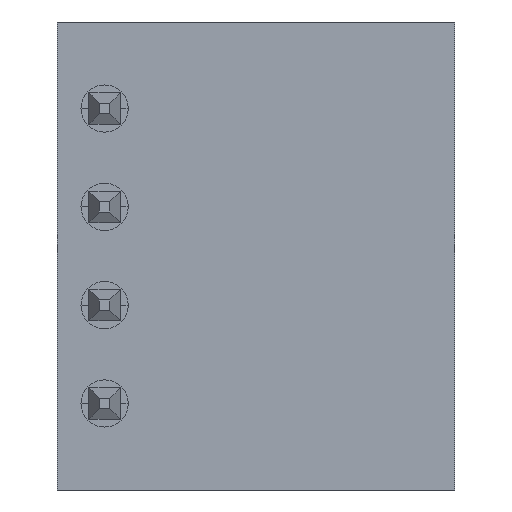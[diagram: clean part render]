
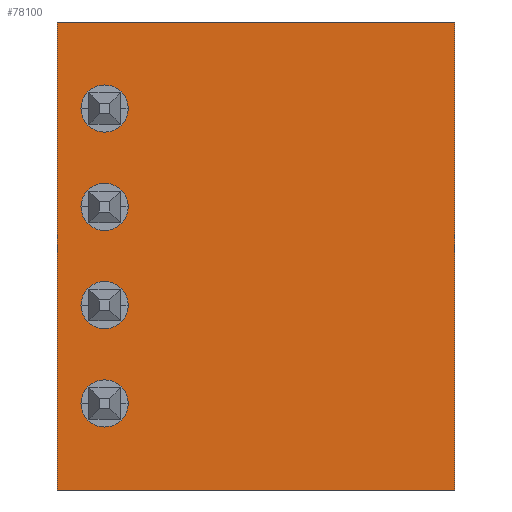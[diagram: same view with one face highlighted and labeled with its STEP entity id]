
A CAD part, front view. The second image highlights one B-rep face of the part: STEP entity #78100.
In plain terms, the highlighted planar face has unit normal (0, -1, 0).
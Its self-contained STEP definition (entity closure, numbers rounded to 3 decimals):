
#7020=CARTESIAN_POINT('',(-23.592,123.749
   ,-26.35));
#7030=VERTEX_POINT('',#7020);
#7110=CARTESIAN_POINT('',(-24.792,123.749
   ,-26.35));
#7120=VERTEX_POINT('',#7110);
#7150=CARTESIAN_POINT('',(-24.192,123.749
   ,-26.35));
#7160=DIRECTION('',(0.,-1.,
   0.));
#7170=DIRECTION('',(1.,0.,
   0.));
#7180=AXIS2_PLACEMENT_3D('',#7150,#7160,#7170);
#7190=CIRCLE('',#7180,0.6);
#7200=EDGE_CURVE('',#7030,#7120,#7190,.T.);
#7410=CARTESIAN_POINT('',(-15.292,123.749
   ,-24.15));
#7420=VERTEX_POINT('',#7410);
#7590=CARTESIAN_POINT('',(-15.292,123.749
   ,-36.05));
#7600=VERTEX_POINT('',#7590);
#7630=CARTESIAN_POINT('',(-15.292,123.749
   ,0.8));
#7640=DIRECTION('',(0.,0.,
   1.));
#7650=VECTOR('',#7640,1.);
#7660=LINE('',#7630,#7650);
#7670=EDGE_CURVE('',#7600,#7420,#7660,.T.);
#15620=CARTESIAN_POINT('',(-25.392,
   123.749,-36.05));
#15630=VERTEX_POINT('',#15620);
#15780=CARTESIAN_POINT('',(-25.392,
   123.749,-24.15));
#15790=VERTEX_POINT('',#15780);
#15820=CARTESIAN_POINT('',(-25.392,
   123.749,0.8));
#15830=DIRECTION('',(0.,0.,
   1.));
#15840=VECTOR('',#15830,1.);
#15850=LINE('',#15820,#15840);
#15860=EDGE_CURVE('',#15630,#15790,#15850,.T.);
#19980=CARTESIAN_POINT('',(-24.792,
   123.749,-28.85));
#19990=VERTEX_POINT('',#19980);
#20130=CARTESIAN_POINT('',(-23.592,
   123.749,-28.85));
#20140=VERTEX_POINT('',#20130);
#20170=CARTESIAN_POINT('',(-24.192,
   123.749,-28.85));
#20180=DIRECTION('',(0.,-1.,
   0.));
#20190=DIRECTION('',(1.,0.,
   0.));
#20200=AXIS2_PLACEMENT_3D('',#20170,#20180,#20190);
#20210=CIRCLE('',#20200,0.6);
#20220=EDGE_CURVE('',#19990,#20140,#20210,.T.);
#56980=CARTESIAN_POINT('',(-68.005,
   123.749,-36.05));
#56990=DIRECTION('',(-1.,0.,
   0.));
#57000=VECTOR('',#56990,1.);
#57010=LINE('',#56980,#57000);
#57020=EDGE_CURVE('',#7600,#15630,#57010,.T.);
#77540=CARTESIAN_POINT('',(-25.392,
   123.749,-17.9));
#77550=DIRECTION('',(0.,-1.,
   0.));
#77560=DIRECTION('',(0.,0.,
   -1.));
#77570=AXIS2_PLACEMENT_3D('',#77540,#77550,#77560);
#77580=PLANE('',#77570);
#77590=ORIENTED_EDGE('',*,*,#57020,.F.);
#77600=ORIENTED_EDGE('',*,*,#15860,.F.);
#77610=CARTESIAN_POINT('',(-68.005,
   123.749,-24.15));
#77620=DIRECTION('',(1.,0.,
   0.));
#77630=VECTOR('',#77620,1.);
#77640=LINE('',#77610,#77630);
#77650=EDGE_CURVE('',#15790,#7420,#77640,.T.);
#77660=ORIENTED_EDGE('',*,*,#77650,.F.);
#77670=ORIENTED_EDGE('',*,*,#7670,.T.);
#77680=EDGE_LOOP('',(#77670,#77660,#77600,#77590));
#77690=FACE_OUTER_BOUND('',#77680,.T.);
#77700=CARTESIAN_POINT('',(-24.192,
   123.749,-33.85));
#77710=DIRECTION('',(0.,-1.,
   0.));
#77720=DIRECTION('',(1.,0.,
   0.));
#77730=AXIS2_PLACEMENT_3D('',#77700,#77710,#77720);
#77740=CIRCLE('',#77730,0.6);
#77750=CARTESIAN_POINT('',(-24.792,
   123.749,-33.85));
#77760=VERTEX_POINT('',#77750);
#77770=CARTESIAN_POINT('',(-23.592,
   123.749,-33.85));
#77780=VERTEX_POINT('',#77770);
#77790=EDGE_CURVE('',#77760,#77780,#77740,.T.);
#77800=ORIENTED_EDGE('',*,*,#77790,.F.);
#77810=EDGE_CURVE('',#77780,#77760,#77740,.T.);
#77820=ORIENTED_EDGE('',*,*,#77810,.F.);
#77830=EDGE_LOOP('',(#77820,#77800));
#77840=FACE_BOUND('',#77830,.T.);
#77850=CARTESIAN_POINT('',(-24.192,
   123.749,-31.35));
#77860=DIRECTION('',(0.,-1.,
   0.));
#77870=DIRECTION('',(1.,0.,
   0.));
#77880=AXIS2_PLACEMENT_3D('',#77850,#77860,#77870);
#77890=CIRCLE('',#77880,0.6);
#77900=CARTESIAN_POINT('',(-24.792,
   123.749,-31.35));
#77910=VERTEX_POINT('',#77900);
#77920=CARTESIAN_POINT('',(-23.592,
   123.749,-31.35));
#77930=VERTEX_POINT('',#77920);
#77940=EDGE_CURVE('',#77910,#77930,#77890,.T.);
#77950=ORIENTED_EDGE('',*,*,#77940,.F.);
#77960=EDGE_CURVE('',#77930,#77910,#77890,.T.);
#77970=ORIENTED_EDGE('',*,*,#77960,.F.);
#77980=EDGE_LOOP('',(#77970,#77950));
#77990=FACE_BOUND('',#77980,.T.);
#78000=EDGE_CURVE('',#20140,#19990,#20210,.T.);
#78010=ORIENTED_EDGE('',*,*,#78000,.F.);
#78020=ORIENTED_EDGE('',*,*,#20220,.F.);
#78030=EDGE_LOOP('',(#78020,#78010));
#78040=FACE_BOUND('',#78030,.T.);
#78050=EDGE_CURVE('',#7120,#7030,#7190,.T.);
#78060=ORIENTED_EDGE('',*,*,#78050,.F.);
#78070=ORIENTED_EDGE('',*,*,#7200,.F.);
#78080=EDGE_LOOP('',(#78070,#78060));
#78090=FACE_BOUND('',#78080,.T.);
#78100=ADVANCED_FACE('',(#77690,#77840,#77990,#78040,#78090),#77580,.T.)
   ;
